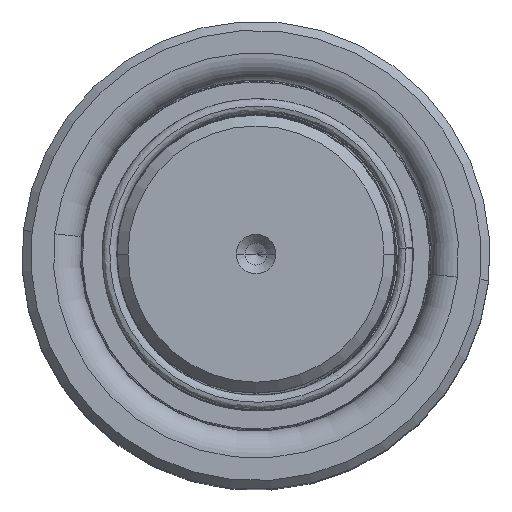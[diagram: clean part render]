
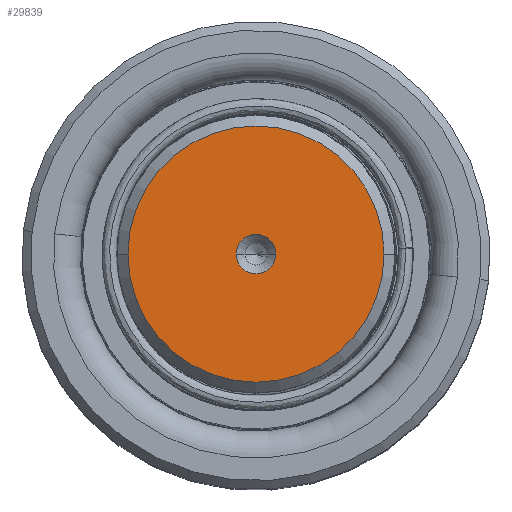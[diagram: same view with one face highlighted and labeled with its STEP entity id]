
A CAD part, top view. The second image highlights one B-rep face of the part: STEP entity #29839.
In plain terms, the highlighted planar face has unit normal (0, 0, 1).
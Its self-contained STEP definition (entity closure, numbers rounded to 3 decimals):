
#490 = DIRECTION ( 'NONE',  ( 1., 0., 0. ) ) ;
#3833 = CIRCLE ( 'NONE', #9632, 17.514 ) ;
#7104 = ORIENTED_EDGE ( 'NONE', *, *, #56060, .F. ) ;
#7760 = CARTESIAN_POINT ( 'NONE',  ( 0., 0., 190. ) ) ;
#8590 = CARTESIAN_POINT ( 'NONE',  ( 17.514, 0., 190. ) ) ;
#9632 = AXIS2_PLACEMENT_3D ( 'NONE', #41553, #36386, #490 ) ;
#9991 = DIRECTION ( 'NONE',  ( 0., 0., 1. ) ) ;
#11431 = ORIENTED_EDGE ( 'NONE', *, *, #37046, .T. ) ;
#11665 = VERTEX_POINT ( 'NONE', #55481 ) ;
#12673 = EDGE_LOOP ( 'NONE', ( #11431, #16381 ) ) ;
#14603 = DIRECTION ( 'NONE',  ( 1., 0., 0. ) ) ;
#16381 = ORIENTED_EDGE ( 'NONE', *, *, #25095, .T. ) ;
#17629 = AXIS2_PLACEMENT_3D ( 'NONE', #53695, #35333, #44688 ) ;
#20514 = DIRECTION ( 'NONE',  ( 0., 0., 1. ) ) ;
#21586 = VERTEX_POINT ( 'NONE', #30780 ) ;
#25095 = EDGE_CURVE ( 'NONE', #32697, #37050, #43338, .T. ) ;
#29205 = EDGE_LOOP ( 'NONE', ( #51914, #7104 ) ) ;
#29839 = ADVANCED_FACE ( 'NONE', ( #50372, #31158 ), #50412, .T. ) ;
#30780 = CARTESIAN_POINT ( 'NONE',  ( -2.7, 0., 190. ) ) ;
#31158 = FACE_OUTER_BOUND ( 'NONE', #12673, .T. ) ;
#32697 = VERTEX_POINT ( 'NONE', #8590 ) ;
#33850 = DIRECTION ( 'NONE',  ( 0., 0., 1. ) ) ;
#33873 = EDGE_CURVE ( 'NONE', #11665, #21586, #36024, .T. ) ;
#34938 = CIRCLE ( 'NONE', #17629, 2.7 ) ;
#35333 = DIRECTION ( 'NONE',  ( 0., 0., 1. ) ) ;
#36024 = CIRCLE ( 'NONE', #45284, 2.7 ) ;
#36386 = DIRECTION ( 'NONE',  ( 0., 0., 1. ) ) ;
#37046 = EDGE_CURVE ( 'NONE', #37050, #32697, #3833, .T. ) ;
#37050 = VERTEX_POINT ( 'NONE', #40970 ) ;
#38433 = DIRECTION ( 'NONE',  ( 1., 0., 0. ) ) ;
#40970 = CARTESIAN_POINT ( 'NONE',  ( -17.514, 0., 190. ) ) ;
#41553 = CARTESIAN_POINT ( 'NONE',  ( 0., 0., 190. ) ) ;
#43338 = CIRCLE ( 'NONE', #47010, 17.514 ) ;
#44688 = DIRECTION ( 'NONE',  ( 1., 0., 0. ) ) ;
#45284 = AXIS2_PLACEMENT_3D ( 'NONE', #7760, #20514, #57346 ) ;
#47010 = AXIS2_PLACEMENT_3D ( 'NONE', #51643, #33850, #38433 ) ;
#50372 = FACE_BOUND ( 'NONE', #29205, .T. ) ;
#50412 = PLANE ( 'NONE',  #52434 ) ;
#51643 = CARTESIAN_POINT ( 'NONE',  ( 0., 0., 190. ) ) ;
#51914 = ORIENTED_EDGE ( 'NONE', *, *, #33873, .F. ) ;
#52434 = AXIS2_PLACEMENT_3D ( 'NONE', #54995, #9991, #14603 ) ;
#53695 = CARTESIAN_POINT ( 'NONE',  ( 0., 0., 190. ) ) ;
#54995 = CARTESIAN_POINT ( 'NONE',  ( 0., 0., 190. ) ) ;
#55481 = CARTESIAN_POINT ( 'NONE',  ( 2.7, 0., 190. ) ) ;
#56060 = EDGE_CURVE ( 'NONE', #21586, #11665, #34938, .T. ) ;
#57346 = DIRECTION ( 'NONE',  ( 1., 0., 0. ) ) ;
